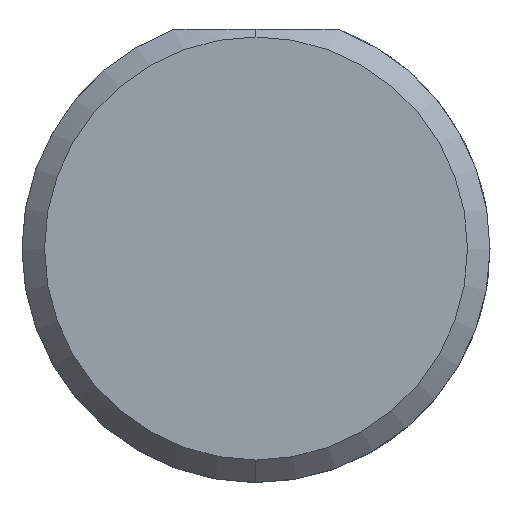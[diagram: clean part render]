
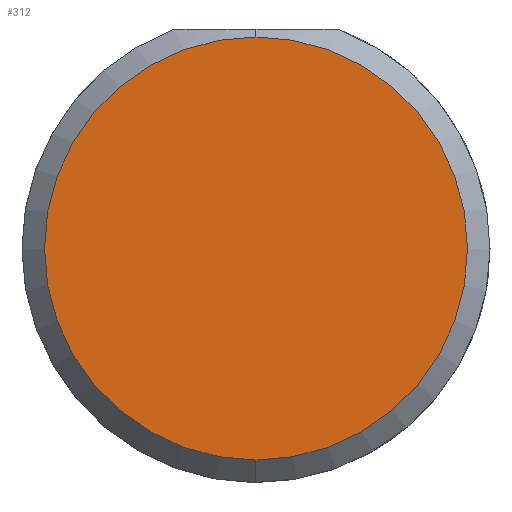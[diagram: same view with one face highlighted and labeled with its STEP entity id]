
A CAD part, left-side view. The second image highlights one B-rep face of the part: STEP entity #312.
In plain terms, the highlighted planar face has unit normal (-1, 0, 0).
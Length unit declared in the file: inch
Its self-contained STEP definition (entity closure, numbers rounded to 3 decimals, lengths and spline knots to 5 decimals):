
#3 = VERTEX_POINT ( 'NONE', #450 ) ;
#35 = ORIENTED_EDGE ( 'NONE', *, *, #679, .T. ) ;
#42 = DIRECTION ( 'NONE',  ( -1., 0., 0. ) ) ;
#83 = CIRCLE ( 'NONE', #266, 0.1411 ) ;
#122 = AXIS2_PLACEMENT_3D ( 'NONE', #607, #42, #367 ) ;
#227 = DIRECTION ( 'NONE',  ( 1., 0., 0. ) ) ;
#246 = DIRECTION ( 'NONE',  ( 0., 0., -1. ) ) ;
#266 = AXIS2_PLACEMENT_3D ( 'NONE', #390, #709, #631 ) ;
#312 = ADVANCED_FACE ( 'NONE', ( #876 ), #864, .F. ) ;
#352 = VERTEX_POINT ( 'NONE', #550 ) ;
#364 = AXIS2_PLACEMENT_3D ( 'NONE', #469, #227, #246 ) ;
#367 = DIRECTION ( 'NONE',  ( 0., 0., -1. ) ) ;
#390 = CARTESIAN_POINT ( 'NONE',  ( 0., 0., 0. ) ) ;
#450 = CARTESIAN_POINT ( 'NONE',  ( 0., 0., -0.1411 ) ) ;
#467 = EDGE_LOOP ( 'NONE', ( #628, #35 ) ) ;
#469 = CARTESIAN_POINT ( 'NONE',  ( 0., 0., 0. ) ) ;
#501 = EDGE_CURVE ( 'NONE', #3, #352, #573, .T. ) ;
#550 = CARTESIAN_POINT ( 'NONE',  ( 0., 0., 0.1411 ) ) ;
#573 = CIRCLE ( 'NONE', #122, 0.1411 ) ;
#607 = CARTESIAN_POINT ( 'NONE',  ( 0., 0., 0. ) ) ;
#628 = ORIENTED_EDGE ( 'NONE', *, *, #501, .T. ) ;
#631 = DIRECTION ( 'NONE',  ( 0., 0., -1. ) ) ;
#679 = EDGE_CURVE ( 'NONE', #352, #3, #83, .T. ) ;
#709 = DIRECTION ( 'NONE',  ( -1., 0., 0. ) ) ;
#864 = PLANE ( 'NONE',  #364 ) ;
#876 = FACE_OUTER_BOUND ( 'NONE', #467, .T. ) ;
